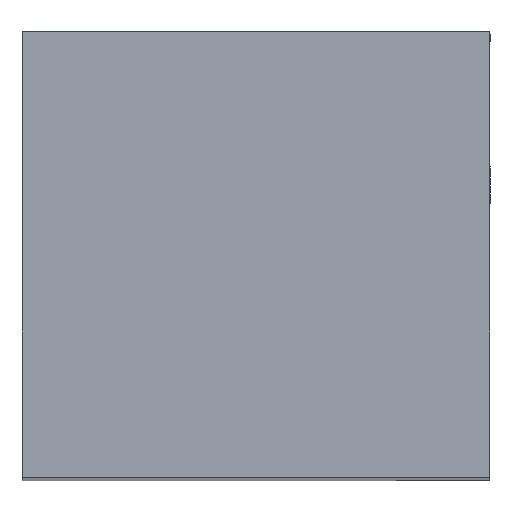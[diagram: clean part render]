
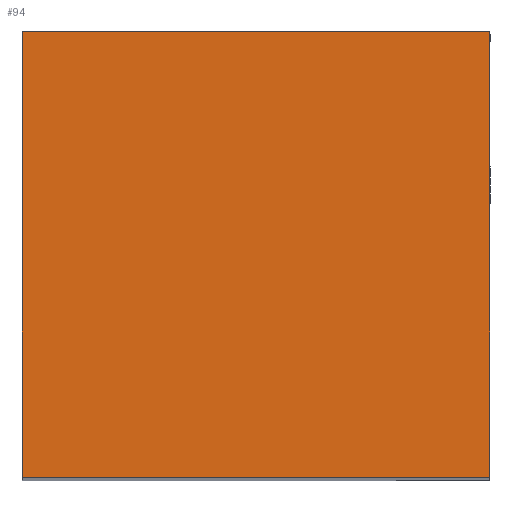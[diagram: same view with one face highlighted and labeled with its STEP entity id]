
A CAD part, top view. The second image highlights one B-rep face of the part: STEP entity #94.
In plain terms, the highlighted planar face has unit normal (0, 0, 1).
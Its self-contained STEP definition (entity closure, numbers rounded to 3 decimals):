
#42=FACE_OUTER_BOUND('',#155,.T.);
#61=LINE('',#531,#79);
#63=LINE('',#535,#81);
#64=LINE('',#538,#82);
#65=LINE('',#539,#83);
#79=VECTOR('',#432,1.);
#81=VECTOR('',#436,1.);
#82=VECTOR('',#437,1.);
#83=VECTOR('',#438,1.);
#94=ADVANCED_FACE('',(#42),#114,.T.);
#114=PLANE('',#373);
#155=EDGE_LOOP('',(#197,#198,#199,#200));
#197=ORIENTED_EDGE('',*,*,#283,.T.);
#198=ORIENTED_EDGE('',*,*,#284,.T.);
#199=ORIENTED_EDGE('',*,*,#281,.T.);
#200=ORIENTED_EDGE('',*,*,#285,.T.);
#255=VERTEX_POINT('',#530);
#256=VERTEX_POINT('',#532);
#257=VERTEX_POINT('',#536);
#258=VERTEX_POINT('',#537);
#281=EDGE_CURVE('',#256,#255,#61,.T.);
#283=EDGE_CURVE('',#257,#258,#63,.T.);
#284=EDGE_CURVE('',#258,#256,#64,.T.);
#285=EDGE_CURVE('',#255,#257,#65,.T.);
#373=AXIS2_PLACEMENT_3D('',#540,#439,#440);
#432=DIRECTION('',(1.,0.,0.));
#436=DIRECTION('',(-1.,0.,0.));
#437=DIRECTION('',(0.,-1.,0.));
#438=DIRECTION('',(0.,1.,0.));
#439=DIRECTION('',(0.,0.,1.));
#440=DIRECTION('',(0.,1.,0.));
#530=CARTESIAN_POINT('',(0.,0.,0.));
#531=CARTESIAN_POINT('',(0.,0.,0.));
#532=CARTESIAN_POINT('',(-20.,0.,0.));
#535=CARTESIAN_POINT('',(0.,19.05,0.));
#536=CARTESIAN_POINT('',(0.,19.05,0.));
#537=CARTESIAN_POINT('',(-20.,19.05,0.));
#538=CARTESIAN_POINT('',(-20.,19.05,0.));
#539=CARTESIAN_POINT('',(0.,19.05,0.));
#540=CARTESIAN_POINT('',(-20.,19.05,0.));
